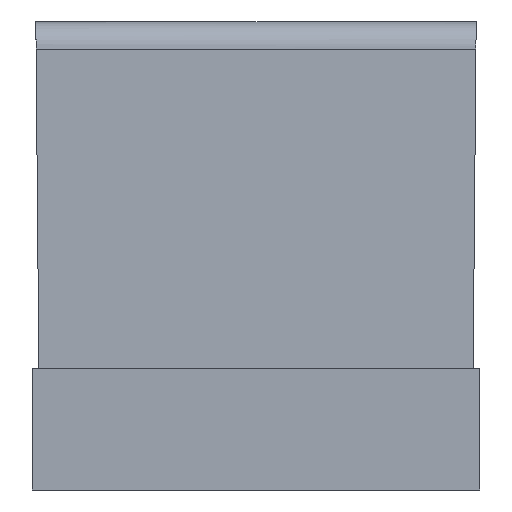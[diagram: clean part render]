
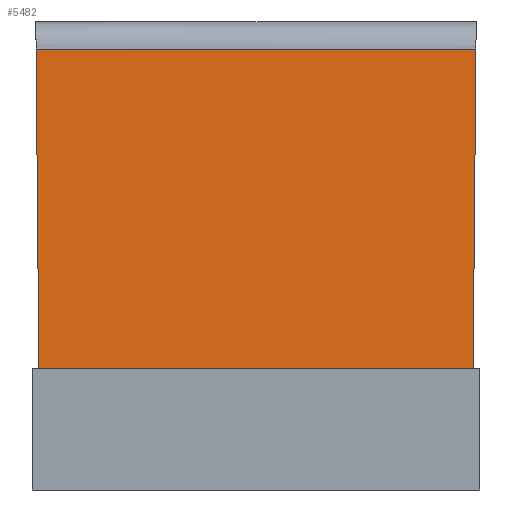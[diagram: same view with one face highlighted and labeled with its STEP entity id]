
A CAD part, front view. The second image highlights one B-rep face of the part: STEP entity #5482.
In plain terms, the highlighted planar face has unit normal (0, -1, 0.018).
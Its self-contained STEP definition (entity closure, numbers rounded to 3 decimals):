
#2197=FACE_OUTER_BOUND('',#22059,.T.);
#5482=ADVANCED_FACE('',(#2197),#8087,.T.);
#8087=PLANE('',#53200);
#10274=LINE('',#72817,#16189);
#10278=LINE('',#72833,#16193);
#10279=LINE('',#72837,#16194);
#10280=LINE('',#72838,#16195);
#16189=VECTOR('',#57926,1.);
#16193=VECTOR('',#57940,1.);
#16194=VECTOR('',#57945,1.);
#16195=VECTOR('',#57946,1.);
#22059=EDGE_LOOP('',(#25555,#25556,#25557,#25558));
#25555=ORIENTED_EDGE('',*,*,#44793,.T.);
#25556=ORIENTED_EDGE('',*,*,#44784,.T.);
#25557=ORIENTED_EDGE('',*,*,#44794,.F.);
#25558=ORIENTED_EDGE('',*,*,#44791,.F.);
#39696=VERTEX_POINT('',#72804);
#39698=VERTEX_POINT('',#72814);
#39705=VERTEX_POINT('',#72832);
#39706=VERTEX_POINT('',#72834);
#44784=EDGE_CURVE('',#39698,#39696,#10274,.T.);
#44791=EDGE_CURVE('',#39705,#39706,#10278,.T.);
#44793=EDGE_CURVE('',#39705,#39698,#10279,.T.);
#44794=EDGE_CURVE('',#39706,#39696,#10280,.T.);
#53200=AXIS2_PLACEMENT_3D('',#72839,#57947,#57948);
#57926=DIRECTION('',(1.,0.,0.));
#57940=DIRECTION('',(1.,0.,0.));
#57945=DIRECTION('',(0.009,-0.017,-1.));
#57946=DIRECTION('',(-0.009,-0.017,-1.));
#57947=DIRECTION('',(0.,-1.,0.017));
#57948=DIRECTION('',(0.,-0.017,-1.));
#72804=CARTESIAN_POINT('',(22.886,150.016,3.));
#72814=CARTESIAN_POINT('',(-8.478,150.016,3.));
#72817=CARTESIAN_POINT('',(7.204,150.016,3.));
#72832=CARTESIAN_POINT('',(-8.679,150.419,26.045));
#72833=CARTESIAN_POINT('',(244.06,150.419,26.045));
#72834=CARTESIAN_POINT('',(23.087,150.419,26.045));
#72837=CARTESIAN_POINT('',(-8.452,149.964,0.));
#72838=CARTESIAN_POINT('',(22.86,149.964,0.));
#72839=CARTESIAN_POINT('',(24.297,149.964,0.));
